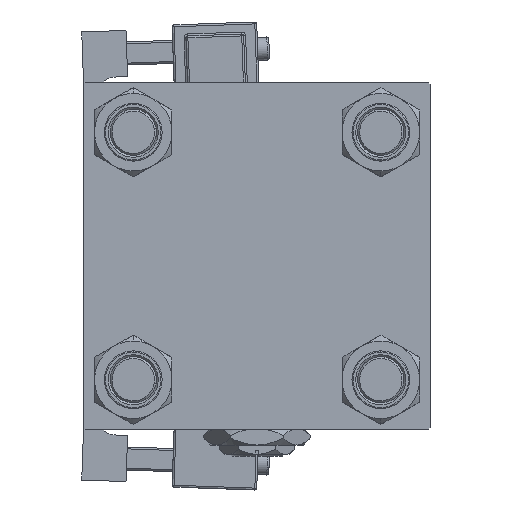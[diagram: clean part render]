
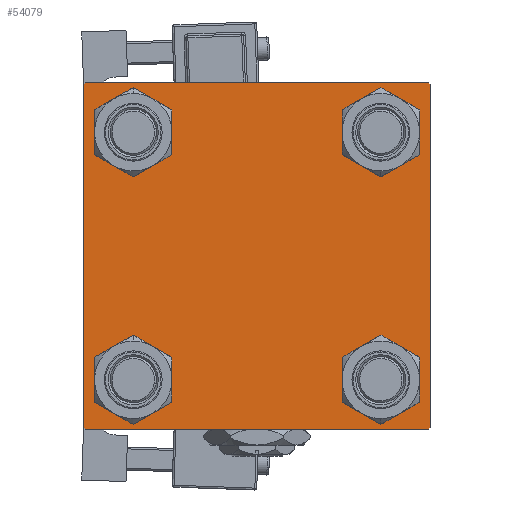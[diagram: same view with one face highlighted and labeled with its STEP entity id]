
A CAD part, left-side view. The second image highlights one B-rep face of the part: STEP entity #54079.
In plain terms, the highlighted planar face has unit normal (-1, 0, 0).
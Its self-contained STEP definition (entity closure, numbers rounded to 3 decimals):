
#227 = CARTESIAN_POINT ( 'NONE',  ( 0., -45., 44.5 ) ) ;
#513 = CIRCLE ( 'NONE', #38684, 6.5 ) ;
#1047 = CARTESIAN_POINT ( 'NONE',  ( 0., -45., -44.5 ) ) ;
#1764 = ORIENTED_EDGE ( 'NONE', *, *, #33166, .T. ) ;
#1807 = EDGE_CURVE ( 'NONE', #38277, #45106, #36119, .T. ) ;
#1855 = EDGE_CURVE ( 'NONE', #44649, #38944, #19299, .T. ) ;
#2169 = CARTESIAN_POINT ( 'NONE',  ( 0., 44.75, 44.75 ) ) ;
#3463 = CIRCLE ( 'NONE', #4350, 6.5 ) ;
#3473 = ORIENTED_EDGE ( 'NONE', *, *, #35470, .F. ) ;
#4050 = CARTESIAN_POINT ( 'NONE',  ( 0., -44.5, 45. ) ) ;
#4170 = LINE ( 'NONE', #38067, #33275 ) ;
#4350 = AXIS2_PLACEMENT_3D ( 'NONE', #31756, #48746, #15076 ) ;
#4507 = EDGE_LOOP ( 'NONE', ( #7648, #17587 ) ) ;
#4592 = DIRECTION ( 'NONE',  ( 0., 0., 1. ) ) ;
#4885 = DIRECTION ( 'NONE',  ( 0., -0.707, 0.707 ) ) ;
#4977 = AXIS2_PLACEMENT_3D ( 'NONE', #24873, #45470, #37102 ) ;
#5490 = CARTESIAN_POINT ( 'NONE',  ( 0., -32.15, 38.65 ) ) ;
#6315 = CIRCLE ( 'NONE', #52464, 6.5 ) ;
#7508 = VECTOR ( 'NONE', #25572, 1000. ) ;
#7648 = ORIENTED_EDGE ( 'NONE', *, *, #43377, .T. ) ;
#7664 = FACE_BOUND ( 'NONE', #15463, .T. ) ;
#7930 = DIRECTION ( 'NONE',  ( 0., 0., 1. ) ) ;
#7939 = FACE_BOUND ( 'NONE', #4507, .T. ) ;
#8255 = VERTEX_POINT ( 'NONE', #4050 ) ;
#9298 = EDGE_CURVE ( 'NONE', #23016, #42180, #22092, .T. ) ;
#10196 = ORIENTED_EDGE ( 'NONE', *, *, #21503, .T. ) ;
#10651 = EDGE_LOOP ( 'NONE', ( #13978, #10196 ) ) ;
#10947 = VERTEX_POINT ( 'NONE', #227 ) ;
#11196 = CARTESIAN_POINT ( 'NONE',  ( 0., 44.5, -45. ) ) ;
#11256 = VERTEX_POINT ( 'NONE', #29619 ) ;
#11303 = CARTESIAN_POINT ( 'NONE',  ( 0., 45., 44.5 ) ) ;
#11469 = AXIS2_PLACEMENT_3D ( 'NONE', #41019, #53252, #49357 ) ;
#11770 = CARTESIAN_POINT ( 'NONE',  ( 0., 45., -45. ) ) ;
#11928 = CARTESIAN_POINT ( 'NONE',  ( 0., -44.5, -45. ) ) ;
#12164 = AXIS2_PLACEMENT_3D ( 'NONE', #38210, #16796, #7930 ) ;
#12213 = VECTOR ( 'NONE', #24354, 1000. ) ;
#12406 = LINE ( 'NONE', #45508, #12213 ) ;
#13978 = ORIENTED_EDGE ( 'NONE', *, *, #1855, .T. ) ;
#14647 = DIRECTION ( 'NONE',  ( 0., 0.707, -0.707 ) ) ;
#15076 = DIRECTION ( 'NONE',  ( 0., 0., 1. ) ) ;
#15197 = ORIENTED_EDGE ( 'NONE', *, *, #45731, .T. ) ;
#15204 = LINE ( 'NONE', #2169, #26724 ) ;
#15255 = DIRECTION ( 'NONE',  ( 0., 0., 1. ) ) ;
#15463 = EDGE_LOOP ( 'NONE', ( #15197, #30575 ) ) ;
#15939 = CARTESIAN_POINT ( 'NONE',  ( 0., 32.15, -32.15 ) ) ;
#16796 = DIRECTION ( 'NONE',  ( 1., 0., 0. ) ) ;
#17084 = FACE_OUTER_BOUND ( 'NONE', #22086, .T. ) ;
#17587 = ORIENTED_EDGE ( 'NONE', *, *, #35232, .T. ) ;
#19028 = VERTEX_POINT ( 'NONE', #11303 ) ;
#19299 = CIRCLE ( 'NONE', #42383, 6.5 ) ;
#19303 = DIRECTION ( 'NONE',  ( 0., 0., 1. ) ) ;
#20178 = CARTESIAN_POINT ( 'NONE',  ( 0., 32.15, 38.65 ) ) ;
#20665 = DIRECTION ( 'NONE',  ( 1., 0., 0. ) ) ;
#21255 = FACE_BOUND ( 'NONE', #10651, .T. ) ;
#21503 = EDGE_CURVE ( 'NONE', #38944, #44649, #513, .T. ) ;
#21879 = EDGE_CURVE ( 'NONE', #27108, #19028, #15204, .T. ) ;
#22086 = EDGE_LOOP ( 'NONE', ( #26559, #25095, #53606, #48849, #3473, #1764, #38592, #51201 ) ) ;
#22092 = LINE ( 'NONE', #34605, #51554 ) ;
#23016 = VERTEX_POINT ( 'NONE', #11928 ) ;
#23538 = ORIENTED_EDGE ( 'NONE', *, *, #43308, .T. ) ;
#23675 = CARTESIAN_POINT ( 'NONE',  ( 0., 45., 45. ) ) ;
#24354 = DIRECTION ( 'NONE',  ( 0., 0.707, 0.707 ) ) ;
#24873 = CARTESIAN_POINT ( 'NONE',  ( 0., 0., 0. ) ) ;
#25095 = ORIENTED_EDGE ( 'NONE', *, *, #26344, .T. ) ;
#25379 = DIRECTION ( 'NONE',  ( 0., -1., 0. ) ) ;
#25572 = DIRECTION ( 'NONE',  ( 0., -0.707, -0.707 ) ) ;
#26245 = CARTESIAN_POINT ( 'NONE',  ( 0., -32.15, -38.65 ) ) ;
#26344 = EDGE_CURVE ( 'NONE', #11256, #30374, #52254, .T. ) ;
#26559 = ORIENTED_EDGE ( 'NONE', *, *, #27009, .T. ) ;
#26724 = VECTOR ( 'NONE', #14647, 1000. ) ;
#27009 = EDGE_CURVE ( 'NONE', #19028, #11256, #4170, .T. ) ;
#27108 = VERTEX_POINT ( 'NONE', #32589 ) ;
#27677 = CIRCLE ( 'NONE', #41905, 6.5 ) ;
#27686 = VERTEX_POINT ( 'NONE', #5490 ) ;
#27840 = LINE ( 'NONE', #23675, #35422 ) ;
#28305 = DIRECTION ( 'NONE',  ( 1., 0., 0. ) ) ;
#28541 = ORIENTED_EDGE ( 'NONE', *, *, #38190, .T. ) ;
#29234 = CARTESIAN_POINT ( 'NONE',  ( 0., 32.15, -38.65 ) ) ;
#29619 = CARTESIAN_POINT ( 'NONE',  ( 0., 45., -44.5 ) ) ;
#30140 = DIRECTION ( 'NONE',  ( 1., 0., 0. ) ) ;
#30374 = VERTEX_POINT ( 'NONE', #11196 ) ;
#30411 = CARTESIAN_POINT ( 'NONE',  ( 0., 32.15, 32.15 ) ) ;
#30575 = ORIENTED_EDGE ( 'NONE', *, *, #1807, .T. ) ;
#30856 = VERTEX_POINT ( 'NONE', #43889 ) ;
#30984 = CIRCLE ( 'NONE', #11469, 6.5 ) ;
#31756 = CARTESIAN_POINT ( 'NONE',  ( 0., -32.15, 32.15 ) ) ;
#31850 = VECTOR ( 'NONE', #39309, 1000. ) ;
#32589 = CARTESIAN_POINT ( 'NONE',  ( 0., 44.5, 45. ) ) ;
#33166 = EDGE_CURVE ( 'NONE', #10947, #8255, #12406, .T. ) ;
#33275 = VECTOR ( 'NONE', #47255, 1000. ) ;
#34041 = PLANE ( 'NONE',  #4977 ) ;
#34188 = CARTESIAN_POINT ( 'NONE',  ( 0., 44.75, -44.75 ) ) ;
#34306 = CARTESIAN_POINT ( 'NONE',  ( 0., -45., 45. ) ) ;
#34605 = CARTESIAN_POINT ( 'NONE',  ( 0., -44.75, -44.75 ) ) ;
#35232 = EDGE_CURVE ( 'NONE', #47933, #37505, #30984, .T. ) ;
#35422 = VECTOR ( 'NONE', #53973, 1000. ) ;
#35470 = EDGE_CURVE ( 'NONE', #10947, #42180, #38214, .T. ) ;
#36119 = CIRCLE ( 'NONE', #12164, 6.5 ) ;
#36845 = EDGE_LOOP ( 'NONE', ( #23538, #28541 ) ) ;
#37102 = DIRECTION ( 'NONE',  ( 0., 0., 1. ) ) ;
#37323 = VECTOR ( 'NONE', #25379, 1000. ) ;
#37505 = VERTEX_POINT ( 'NONE', #52826 ) ;
#37910 = DIRECTION ( 'NONE',  ( 0., 0., 1. ) ) ;
#38067 = CARTESIAN_POINT ( 'NONE',  ( 0., 45., 45. ) ) ;
#38190 = EDGE_CURVE ( 'NONE', #30856, #27686, #3463, .T. ) ;
#38210 = CARTESIAN_POINT ( 'NONE',  ( 0., 32.15, -32.15 ) ) ;
#38214 = LINE ( 'NONE', #34306, #31850 ) ;
#38277 = VERTEX_POINT ( 'NONE', #29234 ) ;
#38592 = ORIENTED_EDGE ( 'NONE', *, *, #39838, .F. ) ;
#38684 = AXIS2_PLACEMENT_3D ( 'NONE', #54582, #20665, #37910 ) ;
#38944 = VERTEX_POINT ( 'NONE', #53683 ) ;
#39309 = DIRECTION ( 'NONE',  ( 0., 0., -1. ) ) ;
#39838 = EDGE_CURVE ( 'NONE', #27108, #8255, #27840, .T. ) ;
#41019 = CARTESIAN_POINT ( 'NONE',  ( 0., -32.15, -32.15 ) ) ;
#41245 = LINE ( 'NONE', #11770, #37323 ) ;
#41261 = DIRECTION ( 'NONE',  ( 1., 0., 0. ) ) ;
#41671 = CARTESIAN_POINT ( 'NONE',  ( 0., -32.15, 32.15 ) ) ;
#41905 = AXIS2_PLACEMENT_3D ( 'NONE', #15939, #41261, #19303 ) ;
#42180 = VERTEX_POINT ( 'NONE', #1047 ) ;
#42383 = AXIS2_PLACEMENT_3D ( 'NONE', #30411, #30140, #4592 ) ;
#42621 = EDGE_CURVE ( 'NONE', #30374, #23016, #41245, .T. ) ;
#43308 = EDGE_CURVE ( 'NONE', #27686, #30856, #50729, .T. ) ;
#43377 = EDGE_CURVE ( 'NONE', #37505, #47933, #6315, .T. ) ;
#43889 = CARTESIAN_POINT ( 'NONE',  ( 0., -32.15, 25.65 ) ) ;
#44649 = VERTEX_POINT ( 'NONE', #20178 ) ;
#45106 = VERTEX_POINT ( 'NONE', #47902 ) ;
#45470 = DIRECTION ( 'NONE',  ( -1., 0., 0. ) ) ;
#45508 = CARTESIAN_POINT ( 'NONE',  ( 0., -44.75, 44.75 ) ) ;
#45731 = EDGE_CURVE ( 'NONE', #45106, #38277, #27677, .T. ) ;
#46023 = FACE_BOUND ( 'NONE', #36845, .T. ) ;
#46283 = AXIS2_PLACEMENT_3D ( 'NONE', #41671, #28305, #15255 ) ;
#47255 = DIRECTION ( 'NONE',  ( 0., 0., -1. ) ) ;
#47902 = CARTESIAN_POINT ( 'NONE',  ( 0., 32.15, -25.65 ) ) ;
#47933 = VERTEX_POINT ( 'NONE', #26245 ) ;
#48746 = DIRECTION ( 'NONE',  ( 1., 0., 0. ) ) ;
#48849 = ORIENTED_EDGE ( 'NONE', *, *, #9298, .T. ) ;
#49357 = DIRECTION ( 'NONE',  ( 0., 0., 1. ) ) ;
#49734 = DIRECTION ( 'NONE',  ( 1., 0., 0. ) ) ;
#50004 = DIRECTION ( 'NONE',  ( 0., 0., 1. ) ) ;
#50729 = CIRCLE ( 'NONE', #46283, 6.5 ) ;
#51201 = ORIENTED_EDGE ( 'NONE', *, *, #21879, .T. ) ;
#51554 = VECTOR ( 'NONE', #4885, 1000. ) ;
#52254 = LINE ( 'NONE', #34188, #7508 ) ;
#52464 = AXIS2_PLACEMENT_3D ( 'NONE', #54168, #49734, #50004 ) ;
#52826 = CARTESIAN_POINT ( 'NONE',  ( 0., -32.15, -25.65 ) ) ;
#53252 = DIRECTION ( 'NONE',  ( 1., 0., 0. ) ) ;
#53606 = ORIENTED_EDGE ( 'NONE', *, *, #42621, .T. ) ;
#53683 = CARTESIAN_POINT ( 'NONE',  ( 0., 32.15, 25.65 ) ) ;
#53973 = DIRECTION ( 'NONE',  ( 0., -1., 0. ) ) ;
#54079 = ADVANCED_FACE ( 'NONE', ( #46023, #7939, #7664, #21255, #17084 ), #34041, .T. ) ;
#54168 = CARTESIAN_POINT ( 'NONE',  ( 0., -32.15, -32.15 ) ) ;
#54582 = CARTESIAN_POINT ( 'NONE',  ( 0., 32.15, 32.15 ) ) ;
